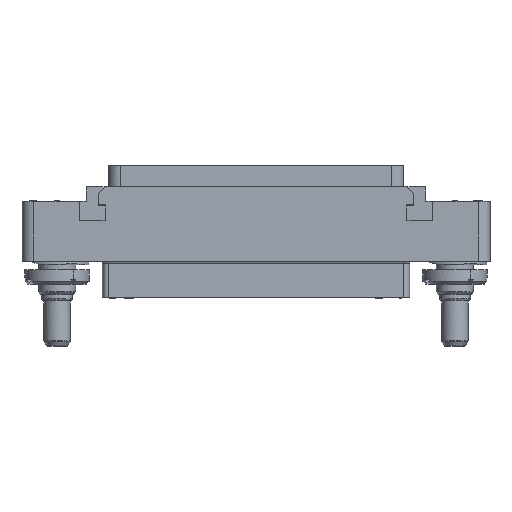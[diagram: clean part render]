
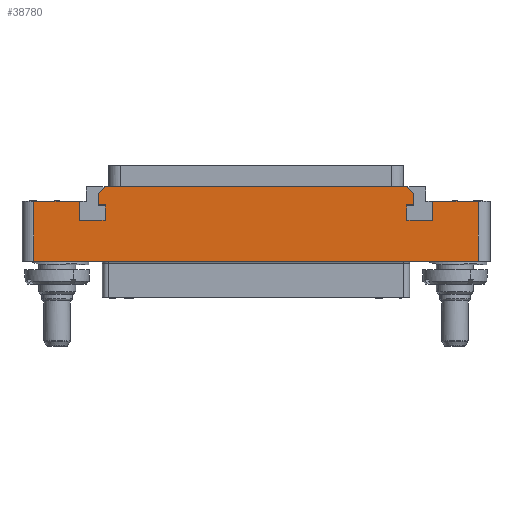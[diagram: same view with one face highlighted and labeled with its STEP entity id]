
A CAD part, top view. The second image highlights one B-rep face of the part: STEP entity #38780.
In plain terms, the highlighted planar face has unit normal (0, 0, 1).
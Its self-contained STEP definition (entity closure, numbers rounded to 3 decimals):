
#2176=DIRECTION('',(0.,-1.,0.));
#2177=VECTOR('',#2176,10.25);
#2178=CARTESIAN_POINT('',(-38.,10.25,7.));
#2179=LINE('',#2178,#2177);
#2194=DIRECTION('',(-1.,0.,0.));
#2195=VECTOR('',#2194,76.);
#2196=CARTESIAN_POINT('',(38.,0.,7.));
#2197=LINE('',#2196,#2195);
#2198=DIRECTION('',(1.,0.,0.));
#2199=VECTOR('',#2198,7.8);
#2200=CARTESIAN_POINT('',(-38.,10.25,7.));
#2201=LINE('',#2200,#2199);
#2202=DIRECTION('',(0.,-1.,0.));
#2203=VECTOR('',#2202,3.2);
#2204=CARTESIAN_POINT('',(-30.2,10.25,7.));
#2205=LINE('',#2204,#2203);
#2206=DIRECTION('',(1.,0.,0.));
#2207=VECTOR('',#2206,4.4);
#2208=CARTESIAN_POINT('',(-30.2,7.05,7.));
#2209=LINE('',#2208,#2207);
#2210=DIRECTION('',(0.,1.,0.));
#2211=VECTOR('',#2210,2.6);
#2212=CARTESIAN_POINT('',(-25.8,7.05,7.));
#2213=LINE('',#2212,#2211);
#2214=DIRECTION('',(-1.,0.,0.));
#2215=VECTOR('',#2214,1.2);
#2216=CARTESIAN_POINT('',(-25.8,9.65,7.));
#2217=LINE('',#2216,#2215);
#2218=DIRECTION('',(0.,-1.,0.));
#2219=VECTOR('',#2218,1.9);
#2220=CARTESIAN_POINT('',(-27.,11.55,7.));
#2221=LINE('',#2220,#2219);
#2222=DIRECTION('',(1.,0.,0.));
#2223=VECTOR('',#2222,51.6);
#2224=CARTESIAN_POINT('',(-25.8,12.75,7.));
#2225=LINE('',#2224,#2223);
#2226=DIRECTION('',(0.,-1.,0.));
#2227=VECTOR('',#2226,1.9);
#2228=CARTESIAN_POINT('',(27.,11.55,7.));
#2229=LINE('',#2228,#2227);
#2230=DIRECTION('',(-1.,0.,0.));
#2231=VECTOR('',#2230,1.2);
#2232=CARTESIAN_POINT('',(27.,9.65,7.));
#2233=LINE('',#2232,#2231);
#2234=DIRECTION('',(0.,-1.,0.));
#2235=VECTOR('',#2234,2.6);
#2236=CARTESIAN_POINT('',(25.8,9.65,7.));
#2237=LINE('',#2236,#2235);
#2238=DIRECTION('',(1.,0.,0.));
#2239=VECTOR('',#2238,4.4);
#2240=CARTESIAN_POINT('',(25.8,7.05,7.));
#2241=LINE('',#2240,#2239);
#2242=DIRECTION('',(0.,1.,0.));
#2243=VECTOR('',#2242,3.2);
#2244=CARTESIAN_POINT('',(30.2,7.05,7.));
#2245=LINE('',#2244,#2243);
#2246=DIRECTION('',(1.,0.,0.));
#2247=VECTOR('',#2246,7.8);
#2248=CARTESIAN_POINT('',(30.2,10.25,7.));
#2249=LINE('',#2248,#2247);
#2250=DIRECTION('',(0.,1.,0.));
#2251=VECTOR('',#2250,10.25);
#2252=CARTESIAN_POINT('',(38.,0.,7.));
#2253=LINE('',#2252,#2251);
#26000=DIRECTION('',(-0.707,-0.707,0.));
#26001=VECTOR('',#26000,1.697);
#26002=CARTESIAN_POINT('',(-25.8,12.75,7.));
#26003=LINE('',#26002,#26001);
#26024=DIRECTION('',(0.707,-0.707,0.));
#26025=VECTOR('',#26024,1.697);
#26026=CARTESIAN_POINT('',(25.8,12.75,7.));
#26027=LINE('',#26026,#26025);
#30045=CARTESIAN_POINT('',(-30.2,10.25,7.));
#30046=CARTESIAN_POINT('',(-30.2,7.05,7.));
#30047=VERTEX_POINT('',#30045);
#30048=VERTEX_POINT('',#30046);
#30049=CARTESIAN_POINT('',(-25.8,7.05,7.));
#30050=VERTEX_POINT('',#30049);
#30051=CARTESIAN_POINT('',(-25.8,9.65,7.));
#30052=VERTEX_POINT('',#30051);
#30053=CARTESIAN_POINT('',(-27.,9.65,7.));
#30054=VERTEX_POINT('',#30053);
#30055=CARTESIAN_POINT('',(27.,9.65,7.));
#30056=CARTESIAN_POINT('',(25.8,9.65,7.));
#30057=VERTEX_POINT('',#30055);
#30058=VERTEX_POINT('',#30056);
#30059=CARTESIAN_POINT('',(25.8,7.05,7.));
#30060=VERTEX_POINT('',#30059);
#30061=CARTESIAN_POINT('',(30.2,7.05,7.));
#30062=VERTEX_POINT('',#30061);
#30063=CARTESIAN_POINT('',(30.2,10.25,7.));
#30064=VERTEX_POINT('',#30063);
#30069=CARTESIAN_POINT('',(-25.8,12.75,7.));
#30071=VERTEX_POINT('',#30069);
#30073=CARTESIAN_POINT('',(-27.,11.55,7.));
#30075=VERTEX_POINT('',#30073);
#30077=CARTESIAN_POINT('',(25.8,12.75,7.));
#30079=VERTEX_POINT('',#30077);
#30081=CARTESIAN_POINT('',(27.,11.55,7.));
#30083=VERTEX_POINT('',#30081);
#30173=CARTESIAN_POINT('',(38.,0.,7.));
#30174=CARTESIAN_POINT('',(38.,10.25,7.));
#30175=VERTEX_POINT('',#30173);
#30176=VERTEX_POINT('',#30174);
#30181=CARTESIAN_POINT('',(-38.,10.25,7.));
#30182=CARTESIAN_POINT('',(-38.,0.,7.));
#30183=VERTEX_POINT('',#30181);
#30184=VERTEX_POINT('',#30182);
#38741=CARTESIAN_POINT('',(0.,0.,7.));
#38742=DIRECTION('',(0.,0.,-1.));
#38743=DIRECTION('',(-1.,0.,0.));
#38744=AXIS2_PLACEMENT_3D('',#38741,#38742,#38743);
#38745=PLANE('',#38744);
#38747=ORIENTED_EDGE('',*,*,#38746,.F.);
#38749=ORIENTED_EDGE('',*,*,#38748,.T.);
#38750=ORIENTED_EDGE('',*,*,#38731,.F.);
#38751=ORIENTED_EDGE('',*,*,#38441,.T.);
#38753=ORIENTED_EDGE('',*,*,#38752,.T.);
#38755=ORIENTED_EDGE('',*,*,#38754,.T.);
#38757=ORIENTED_EDGE('',*,*,#38756,.T.);
#38759=ORIENTED_EDGE('',*,*,#38758,.T.);
#38761=ORIENTED_EDGE('',*,*,#38760,.F.);
#38763=ORIENTED_EDGE('',*,*,#38762,.F.);
#38764=ORIENTED_EDGE('',*,*,#37843,.T.);
#38766=ORIENTED_EDGE('',*,*,#38765,.T.);
#38768=ORIENTED_EDGE('',*,*,#38767,.T.);
#38770=ORIENTED_EDGE('',*,*,#38769,.T.);
#38772=ORIENTED_EDGE('',*,*,#38771,.T.);
#38774=ORIENTED_EDGE('',*,*,#38773,.T.);
#38776=ORIENTED_EDGE('',*,*,#38775,.T.);
#38777=ORIENTED_EDGE('',*,*,#37932,.T.);
#38778=EDGE_LOOP('',(#38747,#38749,#38750,#38751,#38753,#38755,#38757,#38759,
#38761,#38763,#38764,#38766,#38768,#38770,#38772,#38774,#38776,#38777));
#38779=FACE_OUTER_BOUND('',#38778,.F.);
#38780=ADVANCED_FACE('',(#38779),#38745,.F.);
#37843=EDGE_CURVE('',#30071,#30079,#2225,.T.);
#37932=EDGE_CURVE('',#30064,#30176,#2249,.T.);
#38441=EDGE_CURVE('',#30183,#30047,#2201,.T.);
#38731=EDGE_CURVE('',#30183,#30184,#2179,.T.);
#38746=EDGE_CURVE('',#30175,#30176,#2253,.T.);
#38748=EDGE_CURVE('',#30175,#30184,#2197,.T.);
#38752=EDGE_CURVE('',#30047,#30048,#2205,.T.);
#38754=EDGE_CURVE('',#30048,#30050,#2209,.T.);
#38756=EDGE_CURVE('',#30050,#30052,#2213,.T.);
#38758=EDGE_CURVE('',#30052,#30054,#2217,.T.);
#38760=EDGE_CURVE('',#30075,#30054,#2221,.T.);
#38762=EDGE_CURVE('',#30071,#30075,#26003,.T.);
#38765=EDGE_CURVE('',#30079,#30083,#26027,.T.);
#38767=EDGE_CURVE('',#30083,#30057,#2229,.T.);
#38769=EDGE_CURVE('',#30057,#30058,#2233,.T.);
#38771=EDGE_CURVE('',#30058,#30060,#2237,.T.);
#38773=EDGE_CURVE('',#30060,#30062,#2241,.T.);
#38775=EDGE_CURVE('',#30062,#30064,#2245,.T.);
